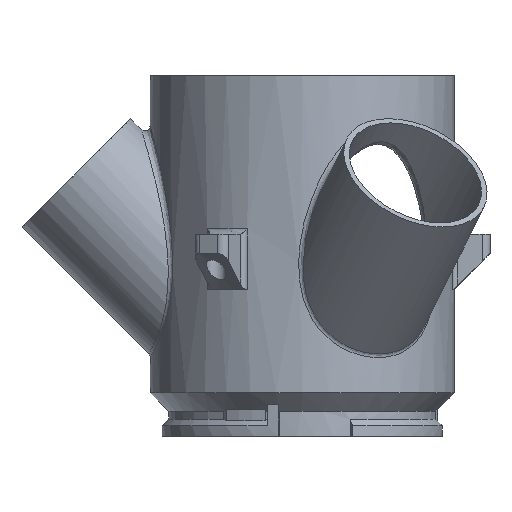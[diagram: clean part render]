
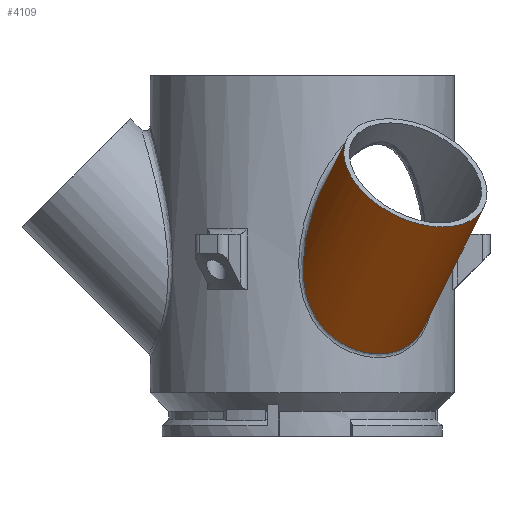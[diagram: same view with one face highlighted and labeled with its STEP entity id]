
A CAD part, left-side view. The second image highlights one B-rep face of the part: STEP entity #4109.
In plain terms, the highlighted cylindrical face has radius 29 mm (diameter 58 mm), a full revolution.
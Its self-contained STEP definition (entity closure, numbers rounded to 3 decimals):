
#276=LINE('',#6625,#531);
#531=VECTOR('',#4876,29.);
#779=CYLINDRICAL_SURFACE('',#4347,29.);
#915=FACE_OUTER_BOUND('',#1132,.T.);
#1132=EDGE_LOOP('',(#2914,#2915,#2916,#2917,#2918));
#1511=B_SPLINE_CURVE_WITH_KNOTS('',3,(#6594,#6595,#6596,#6597,#6598,#6599,
#6600,#6601,#6602,#6603,#6604,#6605,#6606,#6607),.UNSPECIFIED.,.F.,.F.,
(4,1,1,1,1,1,1,1,1,1,1,4),(0.,0.775,1.55,2.325,
3.1,4.133,5.166,6.199,7.233,
8.266,9.299,9.543),.UNSPECIFIED.);
#1512=B_SPLINE_CURVE_WITH_KNOTS('',3,(#6608,#6609,#6610,#6611,#6612,#6613,
#6614,#6615,#6616,#6617,#6618,#6619,#6620,#6621,#6622),.UNSPECIFIED.,.F.,
 .F.,(4,1,1,1,1,1,1,1,1,1,1,1,4),(9.543,10.332,12.399,
13.432,14.465,14.982,15.499,16.015,
16.532,17.565,18.598,20.148,21.698),
 .UNSPECIFIED.);
#1574=CIRCLE('',#4348,29.);
#1877=VERTEX_POINT('',#6591);
#1878=VERTEX_POINT('',#6593);
#1879=VERTEX_POINT('',#6624);
#2291=EDGE_CURVE('',#1877,#1878,#1511,.T.);
#2292=EDGE_CURVE('',#1878,#1877,#1512,.T.);
#2293=EDGE_CURVE('',#1878,#1879,#276,.T.);
#2294=EDGE_CURVE('',#1879,#1879,#1574,.T.);
#2914=ORIENTED_EDGE('',*,*,#2291,.F.);
#2915=ORIENTED_EDGE('',*,*,#2292,.F.);
#2916=ORIENTED_EDGE('',*,*,#2293,.T.);
#2917=ORIENTED_EDGE('',*,*,#2294,.F.);
#2918=ORIENTED_EDGE('',*,*,#2293,.F.);
#4109=ADVANCED_FACE('',(#915),#779,.T.);
#4347=AXIS2_PLACEMENT_3D('',#6623,#4874,#4875);
#4348=AXIS2_PLACEMENT_3D('',#6626,#4877,#4878);
#4874=DIRECTION('center_axis',(0.612,0.354,-0.707));
#4875=DIRECTION('ref_axis',(0.5,-0.866,0.));
#4876=DIRECTION('',(-0.612,-0.354,0.707));
#4877=DIRECTION('center_axis',(-0.612,-0.354,0.707));
#4878=DIRECTION('ref_axis',(0.5,-0.866,0.));
#6591=CARTESIAN_POINT('',(-29.458,-50.473,63.441));
#6593=CARTESIAN_POINT('',(-58.482,-0.279,64.93));
#6594=CARTESIAN_POINT('Ctrl Pts',(-29.458,-50.473,63.441));
#6595=CARTESIAN_POINT('Ctrl Pts',(-29.449,-50.389,60.664));
#6596=CARTESIAN_POINT('Ctrl Pts',(-29.84,-50.01,55.128));
#6597=CARTESIAN_POINT('Ctrl Pts',(-31.963,-48.564,47.238));
#6598=CARTESIAN_POINT('Ctrl Pts',(-35.688,-45.895,40.389));
#6599=CARTESIAN_POINT('Ctrl Pts',(-41.058,-41.317,34.645));
#6600=CARTESIAN_POINT('Ctrl Pts',(-47.315,-34.272,31.159));
#6601=CARTESIAN_POINT('Ctrl Pts',(-52.877,-24.847,30.98));
#6602=CARTESIAN_POINT('Ctrl Pts',(-56.356,-15.04,34.4));
#6603=CARTESIAN_POINT('Ctrl Pts',(-57.799,-6.659,41.415));
#6604=CARTESIAN_POINT('Ctrl Pts',(-58.153,-1.542,51.256));
#6605=CARTESIAN_POINT('Ctrl Pts',(-58.331,-0.298,59.481));
#6606=CARTESIAN_POINT('Ctrl Pts',(-58.457,-0.263,
64.056));
#6607=CARTESIAN_POINT('Ctrl Pts',(-58.482,-0.279,64.93));
#6608=CARTESIAN_POINT('Ctrl Pts',(-58.482,-0.279,64.93));
#6609=CARTESIAN_POINT('Ctrl Pts',(-58.563,-0.328,
67.759));
#6610=CARTESIAN_POINT('Ctrl Pts',(-58.888,-1.343,78.004));
#6611=CARTESIAN_POINT('Ctrl Pts',(-59.381,-5.75,91.529));
#6612=CARTESIAN_POINT('Ctrl Pts',(-58.854,-13.187,104.452));
#6613=CARTESIAN_POINT('Ctrl Pts',(-57.591,-19.307,111.39));
#6614=CARTESIAN_POINT('Ctrl Pts',(-55.461,-25.225,115.166));
#6615=CARTESIAN_POINT('Ctrl Pts',(-53.122,-30.02,116.402));
#6616=CARTESIAN_POINT('Ctrl Pts',(-50.204,-34.575,115.574));
#6617=CARTESIAN_POINT('Ctrl Pts',(-46.12,-39.611,112.142));
#6618=CARTESIAN_POINT('Ctrl Pts',(-41.38,-43.961,105.382));
#6619=CARTESIAN_POINT('Ctrl Pts',(-35.847,-47.806,94.192));
#6620=CARTESIAN_POINT('Ctrl Pts',(-31.113,-50.16,80.129));
#6621=CARTESIAN_POINT('Ctrl Pts',(-29.476,-50.641,68.994));
#6622=CARTESIAN_POINT('Ctrl Pts',(-29.458,-50.473,63.441));
#6623=CARTESIAN_POINT('Origin',(-74.097,-42.78,99.702));
#6624=CARTESIAN_POINT('',(-88.597,-17.665,99.702));
#6625=CARTESIAN_POINT('',(-88.597,-17.665,99.702));
#6626=CARTESIAN_POINT('Origin',(-74.097,-42.78,99.702));
